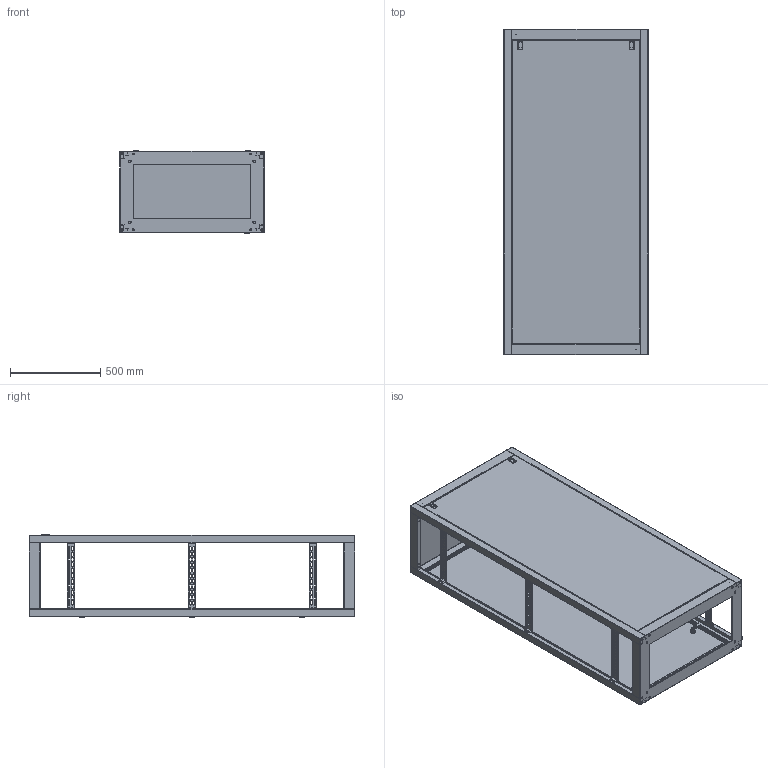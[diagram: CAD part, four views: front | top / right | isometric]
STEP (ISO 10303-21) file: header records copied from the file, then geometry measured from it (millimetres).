
FILE_DESCRIPTION (( 'STEP AP214' ), '1' );
FILE_NAME ('Êàðêàñ ÂÐÓ 1 IP31 1800õ800õ450.STEP', '2021-02-10T10:09:54', ( '' ), ( '' ), 'SwSTEP 2.0', 'SolidWorks 2021', '' );
FILE_SCHEMA (( 'AUTOMOTIVE_DESIGN' ));
Length unit declared in the file: millimetre
Products named in the file (20): Çàêëåïêà ãàå÷íàÿ Ì6 UNI 9203; Çàìîê áîëüøîé; ﾌﾈ-558.01.00.001 ﾊ; Äâåðü ÂÐÓ 1800õ600_1800*800; Çàêë¸ïêà Ì4; ﾌﾈ-558.01.01.000 ﾄ濵 ﾑﾁ; pan head cross recess screw_din_PreviewCfg; ÌÈ-558.02.00.001 Ñòåíêà çàäíÿÿ 180.80; Ðåéêà; Ðó÷êà çàùåëêà Atos KS01.12.35; ÌÈ-556.01.00.002 ñòîéêà óãëîâàÿ_1800; Êàðêàñ ÂÐÓ 1 IP31 1800õ800õ450; ﾄ粢 ﾑﾁ; ﾌﾈ-558.01.01.001 ﾄ濵; Øïèëüêà Ì6õ12; pan head cross recess screw_din_DIN EN ISO 7045 - M4 x 16 - Z - 16N; ÌÈ-558.02.00.000 ÑÁ Ñòåíêà çàäíÿÿ â ñáîðå 180.80; Çåðêàëüíî îòðàçèòüÑòîéêà óãëîâàÿ_1800; ��-558.01.00.000 ������ ��_���-1 600�450; Øïèëüêà ïðèâàðíàÿ Ì6õ16 DIN 13918
Assembly tree (83 placements, depth 4):
  Êàðêàñ ÂÐÓ 1 IP31 1800õ800õ450
    ��-558.01.00.000 ������ ��_���-1 600�450
      ÌÈ-556.01.00.002 ñòîéêà óãëîâàÿ_1800  x2
      ﾌﾈ-558.01.00.001 ﾊ
      Çåðêàëüíî îòðàçèòüÑòîéêà óãëîâàÿ_1800  x2
      ﾌﾈ-558.01.01.000 ﾄ濵 ﾑﾁ
        ﾌﾈ-558.01.01.001 ﾄ濵
        Øïèëüêà Ì6õ12
      Øïèëüêà Ì6õ12
    ÌÈ-558.02.00.000 ÑÁ Ñòåíêà çàäíÿÿ â ñáîðå 180.80
      ÌÈ-558.02.00.001 Ñòåíêà çàäíÿÿ 180.80
      Çàêë¸ïêà Ì4  x2
      Ðó÷êà çàùåëêà Atos KS01.12.35  x2
      pan head cross recess screw_din_DIN EN ISO 7045 - M4 x 16 - Z - 16N  x2
    ﾄ粢 ﾑﾁ
      Äâåðü ÂÐÓ 1800õ600_1800*800
      Çàìîê áîëüøîé  x3
      Øïèëüêà ïðèâàðíàÿ Ì6õ16 DIN 13918  x2
      Çàêëåïêà ãàå÷íàÿ Ì6 UNI 9203  x2
    pan head cross recess screw_din_PreviewCfg  x26
    Ðåéêà  x6
    Çàêëåïêà ãàå÷íàÿ Ì6 UNI 9203  x24
Bounding box: 800 x 1802 x 458.04 mm (x, y, z)
Volume: 4747913.5 mm3; surface area: 9376220.8 mm2
Topology: 79 solids, 94 shells, 3854 faces, 9339 edges, 5751 vertices
Faces by surface type: plane 1805, cylinder 1352, cone 398, torus 216, sphere 56, bspline 27
Entity records: 35253 total; most frequent: CARTESIAN_POINT 6893, DIRECTION 5652, ORIENTED_EDGE 5170, EDGE_CURVE 2585, AXIS2_PLACEMENT_3D 2022, VECTOR 1608, LINE 1608, VERTEX_POINT 1585
